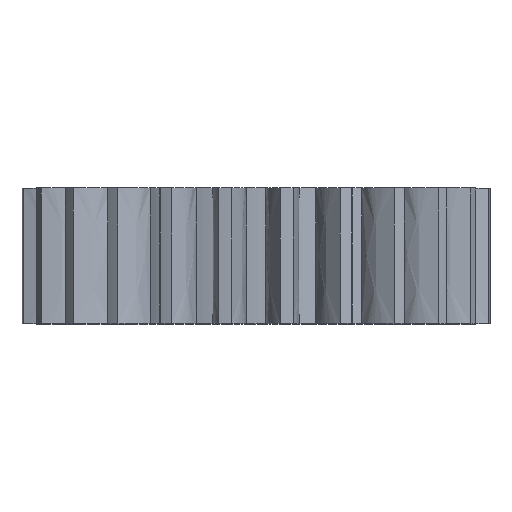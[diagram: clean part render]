
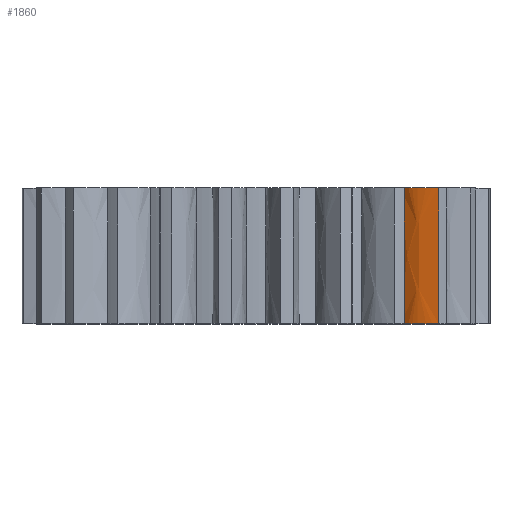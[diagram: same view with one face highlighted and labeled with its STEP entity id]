
A CAD part, top view. The second image highlights one B-rep face of the part: STEP entity #1860.
In plain terms, the highlighted free-form (B-spline) face has degree [3, 1] with [12, 2] control points.
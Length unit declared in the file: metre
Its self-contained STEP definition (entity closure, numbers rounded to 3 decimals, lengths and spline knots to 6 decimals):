
#28=B_SPLINE_SURFACE_WITH_KNOTS('',3,1,((#6333,#6334),(#6335,#6336),(#6337,
#6338),(#6339,#6340),(#6341,#6342),(#6343,#6344),(#6345,#6346),(#6347,#6348),
(#6349,#6350),(#6351,#6352),(#6353,#6354),(#6355,#6356)),
 .SURF_OF_LINEAR_EXTRUSION.,.F.,.F.,.F.,(4,1,1,1,1,1,1,1,1,4),(2,2),(0.,
0.061568,0.092352,0.123136,0.184704,
0.246272,0.369408,0.492544,0.738817,
0.985089),(0.,1.),.UNSPECIFIED.);
#88=B_SPLINE_CURVE_WITH_KNOTS('',3,(#3634,#3635,#3636,#3637,#3638,#3639,
#3640,#3641,#3642,#3643,#3644,#3645,#3646,#3647,#3648,#3649,#3650,#3651,
#3652,#3653,#3654,#3655,#3656,#3657,#3658,#3659,#3660,#3661,#3662,#3663,
#3664,#3665),.UNSPECIFIED.,.F.,.F.,(4,1,1,1,1,1,1,1,1,1,1,1,1,1,1,1,1,1,
1,1,1,1,1,1,1,1,1,1,1,4),(0.,0.094719,0.105435,0.11927,
0.135639,0.154201,0.174721,0.197028,
0.220991,0.2465,0.273469,0.301822,
0.331494,0.362429,0.394578,0.427896,
0.462344,0.497886,0.534489,0.572123,
0.610761,0.650377,0.690949,0.732452,
0.774869,0.818178,0.862362,0.907405,
0.953289,0.985089),.UNSPECIFIED.);
#128=B_SPLINE_CURVE_WITH_KNOTS('',3,(#4984,#4985,#4986,#4987,#4988,#4989,
#4990,#4991,#4992,#4993,#4994,#4995,#4996,#4997,#4998,#4999,#5000,#5001,
#5002,#5003,#5004,#5005,#5006,#5007,#5008,#5009,#5010,#5011,#5012,#5013,
#5014,#5015),.UNSPECIFIED.,.F.,.F.,(4,1,1,1,1,1,1,1,1,1,1,1,1,1,1,1,1,1,
1,1,1,1,1,1,1,1,1,1,1,4),(0.,0.094719,0.105435,0.11927,
0.135639,0.154201,0.174721,0.197028,
0.220991,0.2465,0.273469,0.301822,
0.331494,0.362429,0.394578,0.427896,
0.462344,0.497886,0.534489,0.572123,
0.610761,0.650377,0.690949,0.732452,
0.774869,0.818178,0.862362,0.907405,
0.953289,0.985089),.UNSPECIFIED.);
#647=ORIENTED_EDGE('',*,*,#1053,.F.);
#648=ORIENTED_EDGE('',*,*,#1113,.F.);
#649=ORIENTED_EDGE('',*,*,#989,.T.);
#650=ORIENTED_EDGE('',*,*,#914,.T.);
#914=EDGE_CURVE('',#1209,#1211,#1377,.T.);
#989=EDGE_CURVE('',#1273,#1209,#88,.T.);
#1053=EDGE_CURVE('',#1317,#1211,#128,.T.);
#1113=EDGE_CURVE('',#1273,#1317,#1416,.T.);
#1209=VERTEX_POINT('',#2617);
#1211=VERTEX_POINT('',#2621);
#1273=VERTEX_POINT('',#3666);
#1317=VERTEX_POINT('',#4983);
#1377=LINE('',#2622,#1482);
#1416=LINE('',#6357,#1521);
#1482=VECTOR('',#2202,1.);
#1521=VECTOR('',#2405,1.);
#1608=EDGE_LOOP('',(#647,#648,#649,#650));
#1711=FACE_BOUND('',#1608,.T.);
#1860=ADVANCED_FACE('',(#1711),#28,.T.);
#2202=DIRECTION('',(0.,1.,0.));
#2405=DIRECTION('',(0.,1.,0.));
#2617=CARTESIAN_POINT('',(0.012817,-0.009525,0.010407));
#2621=CARTESIAN_POINT('',(0.012817,0.,0.010407));
#2622=CARTESIAN_POINT('',(0.012817,-0.009525,0.010407));
#3634=CARTESIAN_POINT('',(0.010129,-0.009525,0.009154));
#3635=CARTESIAN_POINT('',(0.010362,-0.009525,0.009365));
#3636=CARTESIAN_POINT('',(0.010622,-0.009525,0.0096));
#3637=CARTESIAN_POINT('',(0.010633,-0.009525,0.009609));
#3638=CARTESIAN_POINT('',(0.010646,-0.009525,0.009619));
#3639=CARTESIAN_POINT('',(0.010661,-0.009525,0.009631));
#3640=CARTESIAN_POINT('',(0.010682,-0.009525,0.009647));
#3641=CARTESIAN_POINT('',(0.010707,-0.009525,0.009665));
#3642=CARTESIAN_POINT('',(0.010738,-0.009525,0.009686));
#3643=CARTESIAN_POINT('',(0.010774,-0.009525,0.00971));
#3644=CARTESIAN_POINT('',(0.010815,-0.009525,0.009736));
#3645=CARTESIAN_POINT('',(0.010861,-0.009525,0.009764));
#3646=CARTESIAN_POINT('',(0.010913,-0.009525,0.009794));
#3647=CARTESIAN_POINT('',(0.010971,-0.009525,0.009826));
#3648=CARTESIAN_POINT('',(0.011034,-0.009525,0.00986));
#3649=CARTESIAN_POINT('',(0.011104,-0.009525,0.009894));
#3650=CARTESIAN_POINT('',(0.011178,-0.009525,0.00993));
#3651=CARTESIAN_POINT('',(0.011259,-0.009525,0.009967));
#3652=CARTESIAN_POINT('',(0.011346,-0.009525,0.010004));
#3653=CARTESIAN_POINT('',(0.011439,-0.009525,0.010041));
#3654=CARTESIAN_POINT('',(0.011538,-0.009525,0.010079));
#3655=CARTESIAN_POINT('',(0.011643,-0.009525,0.010117));
#3656=CARTESIAN_POINT('',(0.011755,-0.009525,0.010154));
#3657=CARTESIAN_POINT('',(0.011872,-0.009525,0.010191));
#3658=CARTESIAN_POINT('',(0.011996,-0.009525,0.010228));
#3659=CARTESIAN_POINT('',(0.012126,-0.009525,0.010263));
#3660=CARTESIAN_POINT('',(0.012262,-0.009525,0.010297));
#3661=CARTESIAN_POINT('',(0.012404,-0.009525,0.01033));
#3662=CARTESIAN_POINT('',(0.012553,-0.009525,0.01036));
#3663=CARTESIAN_POINT('',(0.012691,-0.009525,0.010386));
#3664=CARTESIAN_POINT('',(0.01278,-0.009525,0.010401));
#3665=CARTESIAN_POINT('',(0.012817,-0.009525,0.010407));
#3666=CARTESIAN_POINT('',(0.010129,-0.009525,0.009154));
#4983=CARTESIAN_POINT('',(0.010129,0.,0.009154));
#4984=CARTESIAN_POINT('',(0.010129,0.,0.009154));
#4985=CARTESIAN_POINT('',(0.010362,0.,0.009365));
#4986=CARTESIAN_POINT('',(0.010622,0.,0.0096));
#4987=CARTESIAN_POINT('',(0.010633,0.,0.009609));
#4988=CARTESIAN_POINT('',(0.010646,0.,0.009619));
#4989=CARTESIAN_POINT('',(0.010661,0.,0.009631));
#4990=CARTESIAN_POINT('',(0.010682,0.,0.009647));
#4991=CARTESIAN_POINT('',(0.010707,0.,0.009665));
#4992=CARTESIAN_POINT('',(0.010738,0.,0.009686));
#4993=CARTESIAN_POINT('',(0.010774,0.,0.00971));
#4994=CARTESIAN_POINT('',(0.010815,0.,0.009736));
#4995=CARTESIAN_POINT('',(0.010861,0.,0.009764));
#4996=CARTESIAN_POINT('',(0.010913,0.,0.009794));
#4997=CARTESIAN_POINT('',(0.010971,0.,0.009826));
#4998=CARTESIAN_POINT('',(0.011034,0.,0.00986));
#4999=CARTESIAN_POINT('',(0.011104,0.,0.009894));
#5000=CARTESIAN_POINT('',(0.011178,0.,0.00993));
#5001=CARTESIAN_POINT('',(0.011259,0.,0.009967));
#5002=CARTESIAN_POINT('',(0.011346,0.,0.010004));
#5003=CARTESIAN_POINT('',(0.011439,0.,0.010041));
#5004=CARTESIAN_POINT('',(0.011538,0.,0.010079));
#5005=CARTESIAN_POINT('',(0.011643,0.,0.010117));
#5006=CARTESIAN_POINT('',(0.011755,0.,0.010154));
#5007=CARTESIAN_POINT('',(0.011872,0.,0.010191));
#5008=CARTESIAN_POINT('',(0.011996,0.,0.010228));
#5009=CARTESIAN_POINT('',(0.012126,0.,0.010263));
#5010=CARTESIAN_POINT('',(0.012262,0.,0.010297));
#5011=CARTESIAN_POINT('',(0.012404,0.,0.01033));
#5012=CARTESIAN_POINT('',(0.012553,0.,0.01036));
#5013=CARTESIAN_POINT('',(0.012691,0.,0.010386));
#5014=CARTESIAN_POINT('',(0.01278,0.,0.010401));
#5015=CARTESIAN_POINT('',(0.012817,0.,0.010407));
#6333=CARTESIAN_POINT('',(0.010129,-0.009525,0.009154));
#6334=CARTESIAN_POINT('',(0.010129,0.,0.009154));
#6335=CARTESIAN_POINT('',(0.010281,-0.009525,0.009291));
#6336=CARTESIAN_POINT('',(0.010281,0.,0.009291));
#6337=CARTESIAN_POINT('',(0.010511,-0.009525,0.0095));
#6338=CARTESIAN_POINT('',(0.010511,0.,0.0095));
#6339=CARTESIAN_POINT('',(0.01064,-0.009525,0.009615));
#6340=CARTESIAN_POINT('',(0.01064,0.,0.009615));
#6341=CARTESIAN_POINT('',(0.010645,-0.009525,0.009618));
#6342=CARTESIAN_POINT('',(0.010645,0.,0.009618));
#6343=CARTESIAN_POINT('',(0.01072,-0.009525,0.009676));
#6344=CARTESIAN_POINT('',(0.01072,0.,0.009676));
#6345=CARTESIAN_POINT('',(0.010841,-0.009525,0.009754));
#6346=CARTESIAN_POINT('',(0.010841,0.,0.009754));
#6347=CARTESIAN_POINT('',(0.011041,-0.009525,0.009867));
#6348=CARTESIAN_POINT('',(0.011041,0.,0.009867));
#6349=CARTESIAN_POINT('',(0.011421,-0.009525,0.010043));
#6350=CARTESIAN_POINT('',(0.011421,0.,0.010043));
#6351=CARTESIAN_POINT('',(0.011995,-0.009525,0.010243));
#6352=CARTESIAN_POINT('',(0.011995,0.,0.010243));
#6353=CARTESIAN_POINT('',(0.012533,-0.009525,0.010361));
#6354=CARTESIAN_POINT('',(0.012533,0.,0.010361));
#6355=CARTESIAN_POINT('',(0.012817,-0.009525,0.010407));
#6356=CARTESIAN_POINT('',(0.012817,0.,0.010407));
#6357=CARTESIAN_POINT('',(0.010129,-0.009525,0.009154));
